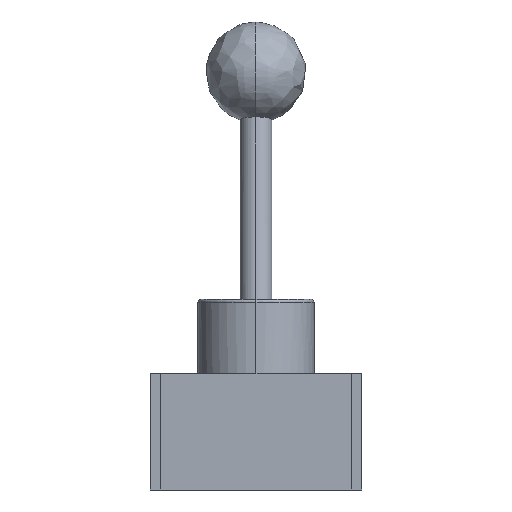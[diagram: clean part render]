
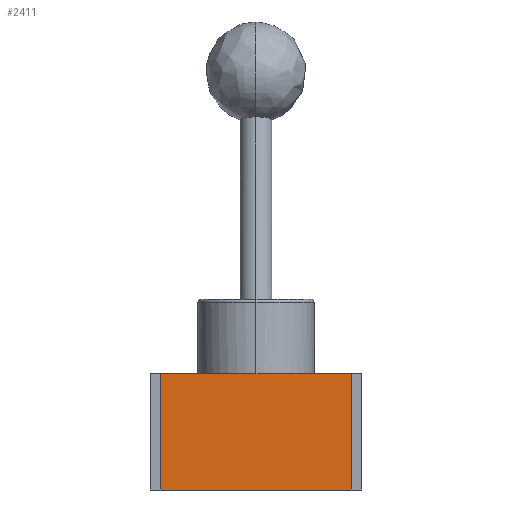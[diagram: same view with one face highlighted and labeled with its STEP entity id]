
A CAD part, left-side view. The second image highlights one B-rep face of the part: STEP entity #2411.
In plain terms, the highlighted planar face has unit normal (-1, 0, 0).
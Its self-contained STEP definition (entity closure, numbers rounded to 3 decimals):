
#41 = CARTESIAN_POINT ( 'NONE',  ( -96.995, -6., 83.398 ) ) ;
#51 = ORIENTED_EDGE ( 'NONE', *, *, #1568, .F. ) ;
#109 = AXIS2_PLACEMENT_3D ( 'NONE', #934, #173, #1513 ) ;
#119 = VECTOR ( 'NONE', #132, 1000. ) ;
#132 = DIRECTION ( 'NONE',  ( 0., 0., -1. ) ) ;
#171 = CARTESIAN_POINT ( 'NONE',  ( -96.995, -24., 72.398 ) ) ;
#173 = DIRECTION ( 'NONE',  ( 1., 0., 0. ) ) ;
#261 = CARTESIAN_POINT ( 'NONE',  ( -96.995, -24., 94.398 ) ) ;
#266 = LINE ( 'NONE', #322, #119 ) ;
#287 = EDGE_CURVE ( 'NONE', #728, #575, #1762, .T. ) ;
#322 = CARTESIAN_POINT ( 'NONE',  ( -96.995, -42., 83.398 ) ) ;
#374 = EDGE_CURVE ( 'NONE', #575, #785, #266, .T. ) ;
#377 = DIRECTION ( 'NONE',  ( 0., 1., 0. ) ) ;
#474 = FACE_OUTER_BOUND ( 'NONE', #635, .T. ) ;
#485 = CARTESIAN_POINT ( 'NONE',  ( -96.995, -42., 72.398 ) ) ;
#491 = CARTESIAN_POINT ( 'NONE',  ( -96.995, -24., 94.398 ) ) ;
#547 = ORIENTED_EDGE ( 'NONE', *, *, #1009, .F. ) ;
#575 = VERTEX_POINT ( 'NONE', #2118 ) ;
#635 = EDGE_LOOP ( 'NONE', ( #1341, #1224, #547, #51, #2340 ) ) ;
#703 = DIRECTION ( 'NONE',  ( 0., -1., 0. ) ) ;
#728 = VERTEX_POINT ( 'NONE', #261 ) ;
#785 = VERTEX_POINT ( 'NONE', #485 ) ;
#924 = VECTOR ( 'NONE', #377, 1000. ) ;
#934 = CARTESIAN_POINT ( 'NONE',  ( -96.995, -42., 72.398 ) ) ;
#1008 = VERTEX_POINT ( 'NONE', #1581 ) ;
#1009 = EDGE_CURVE ( 'NONE', #1440, #1008, #2013, .T. ) ;
#1110 = EDGE_CURVE ( 'NONE', #1008, #728, #1372, .T. ) ;
#1115 = PLANE ( 'NONE',  #109 ) ;
#1126 = LINE ( 'NONE', #171, #924 ) ;
#1224 = ORIENTED_EDGE ( 'NONE', *, *, #1110, .F. ) ;
#1341 = ORIENTED_EDGE ( 'NONE', *, *, #287, .F. ) ;
#1372 = LINE ( 'NONE', #1840, #2469 ) ;
#1440 = VERTEX_POINT ( 'NONE', #1988 ) ;
#1513 = DIRECTION ( 'NONE',  ( 0., 1., 0. ) ) ;
#1554 = VECTOR ( 'NONE', #1779, 1000. ) ;
#1568 = EDGE_CURVE ( 'NONE', #785, #1440, #1126, .T. ) ;
#1581 = CARTESIAN_POINT ( 'NONE',  ( -96.995, -6., 94.398 ) ) ;
#1762 = LINE ( 'NONE', #491, #2378 ) ;
#1779 = DIRECTION ( 'NONE',  ( 0., 0., 1. ) ) ;
#1840 = CARTESIAN_POINT ( 'NONE',  ( -96.995, -24., 94.398 ) ) ;
#1988 = CARTESIAN_POINT ( 'NONE',  ( -96.995, -6., 72.398 ) ) ;
#2007 = DIRECTION ( 'NONE',  ( 0., -1., 0. ) ) ;
#2013 = LINE ( 'NONE', #41, #1554 ) ;
#2118 = CARTESIAN_POINT ( 'NONE',  ( -96.995, -42., 94.398 ) ) ;
#2340 = ORIENTED_EDGE ( 'NONE', *, *, #374, .F. ) ;
#2378 = VECTOR ( 'NONE', #2007, 1000. ) ;
#2411 = ADVANCED_FACE ( 'NONE', ( #474 ), #1115, .F. ) ;
#2469 = VECTOR ( 'NONE', #703, 1000. ) ;
